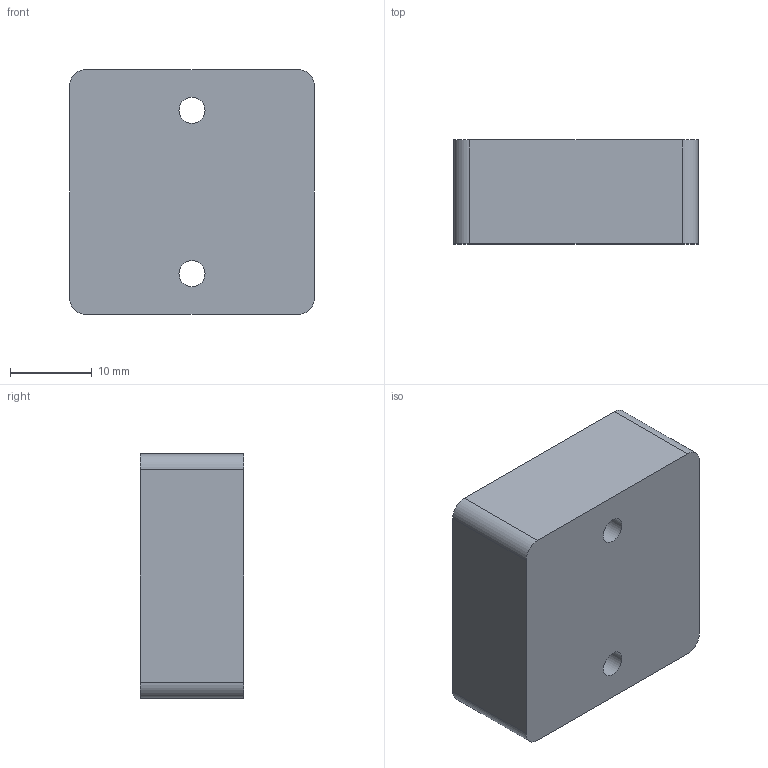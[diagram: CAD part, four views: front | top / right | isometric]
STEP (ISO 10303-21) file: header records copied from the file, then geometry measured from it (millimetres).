
FILE_DESCRIPTION(/* description */ (''),/* implementation_level */ '2;1');
FILE_NAME(/* name */ 'Magnet_Vee_Block_Aluminum_3.stp',/* time_stamp */ '2020-08-19T21:31:26-07:00',/* author */ (''),/* organization */ (''),/* preprocessor_version */ 'ST-DEVELOPER v18.1',/* originating_system */ 'Autodesk Translation Framework v9.3.0.1241',/* authorisation */ '');
FILE_SCHEMA (('AUTOMOTIVE_DESIGN { 1 0 10303 214 3 1 1 }'));
Length unit declared in the file: millimetre
Products named in the file (1): STP:Z/Magnet_Vee_Block_Aluminum_3
Bounding box: 30 x 12.7 x 30 mm (x, y, z)
Volume: 8571.1 mm3; surface area: 4022.3 mm2
Topology: 1 solids, 1 shells, 16 faces, 39 edges, 26 vertices
Faces by surface type: cylinder 8, plane 8
Full cylindrical faces by diameter (mm): 3.2 x2, 15.875 x2
Entity records: 519 total; most frequent: DIRECTION 92, CARTESIAN_POINT 82, ORIENTED_EDGE 78, EDGE_CURVE 39, AXIS2_PLACEMENT_3D 36, VERTEX_POINT 26, EDGE_LOOP 21, LINE 20
